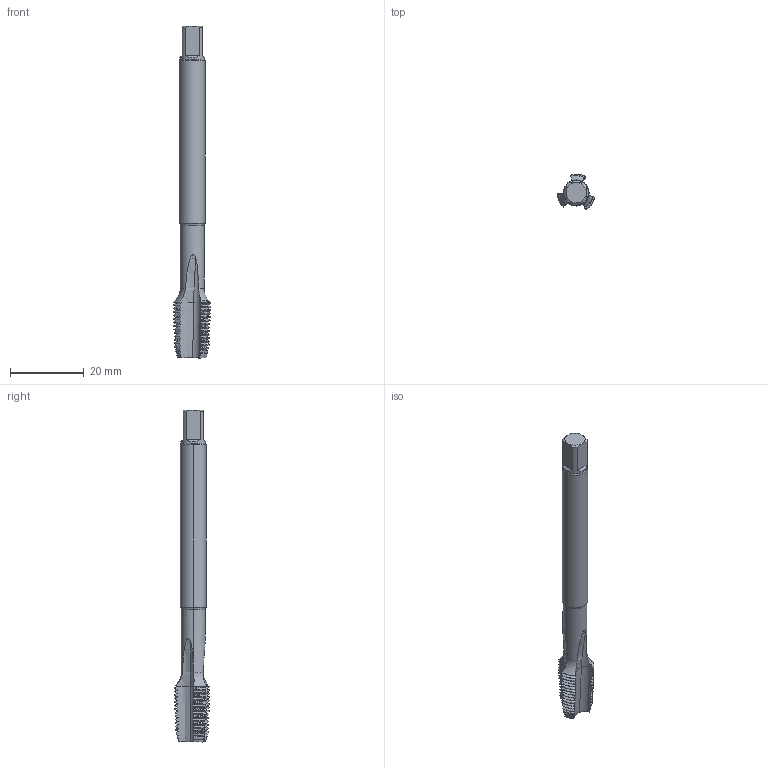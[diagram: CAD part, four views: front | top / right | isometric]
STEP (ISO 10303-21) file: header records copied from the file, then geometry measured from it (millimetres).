
FILE_DESCRIPTION(/* description */ (''),/* implementation_level */ '2;1');
FILE_NAME(/* name */ 'T30-SU47C05-1_8-27-R_Detailed.stp',/* time_stamp */ '2024-09-11T09:52:18+02:00',/* author */ (''),/* organization */ (''),/* preprocessor_version */ 'ST-DEVELOPER v18.102',/* originating_system */ 'SIEMENS PLM Software NX2206.8101',/* authorisation */ '');
FILE_SCHEMA (('AUTOMOTIVE_DESIGN { 1 0 10303 214 3 1 1 1 }'));
Length unit declared in the file: millimetre
Products named in the file (1): T30-SU47C05-1_8-27-R_Detailed_objects
Bounding box: 10.2 x 9.62 x 90 mm (x, y, z)
Volume: 3130.7 mm3; surface area: 2348.8 mm2
Topology: 2 solids, 2 shells, 294 faces, 858 edges, 572 vertices
Faces by surface type: bspline 221, plane 41, cone 18, torus 8, cylinder 6
Entity records: 21686 total; most frequent: CARTESIAN_POINT 16541, ORIENTED_EDGE 1714, EDGE_CURVE 857, VERTEX_POINT 567, DIRECTION 339, ADVANCED_FACE 294, FACE_OUTER_BOUND 294, EDGE_LOOP 294
